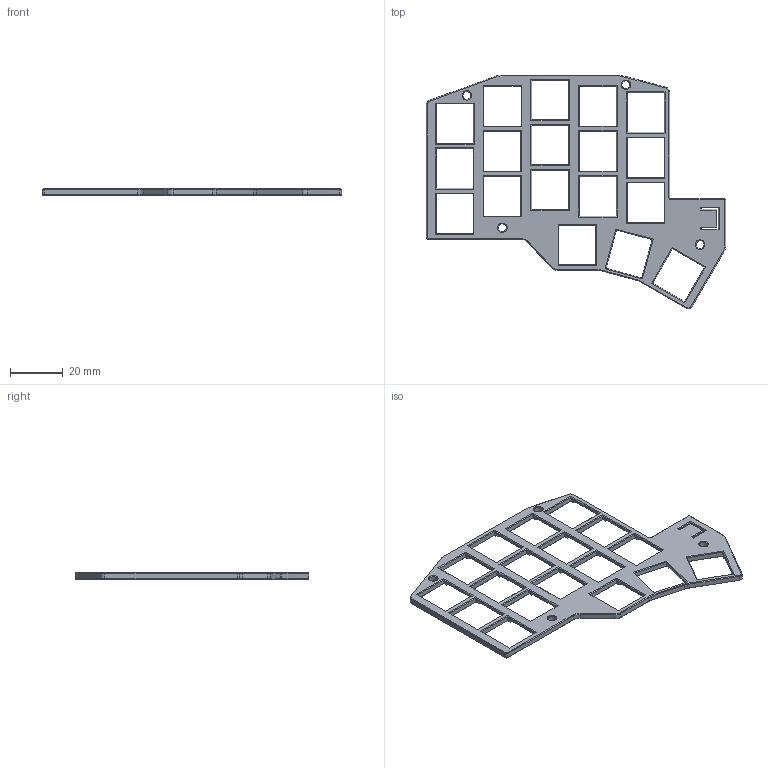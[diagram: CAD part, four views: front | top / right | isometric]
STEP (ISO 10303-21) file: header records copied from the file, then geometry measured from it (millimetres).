
FILE_DESCRIPTION(/* description */ ('STEP AP242','CAx-IF Rec.Pracs.---Representation and Presentation of Product Manufacturing Information (PMI)---4.0---2014-10-13','CAx-IF Rec.Pracs.---3D Tessellated Geometry---0.4---2014-09-14','2;1'),/* implementation_level */ '2;1');
FILE_NAME(/* name */ '66dc08bfc932b37aa27a8fc8',/* time_stamp */ '2024-09-07T08:03:12Z',/* author */ (''),/* organization */ (''),/* preprocessor_version */ 'ST-DEVELOPER v20',/* originating_system */ ' ',/* authorisation */ ' ');
FILE_SCHEMA (('AP242_MANAGED_MODEL_BASED_3D_ENGINEERING_MIM_LF { 1 0 10303 442 1 1 4 }'));
Length unit declared in the file: metre
Products named in the file (1): Plate
Bounding box: 112.97 x 88.26 x 2.3 mm (x, y, z)
Volume: 6387.6 mm3; surface area: 9245.1 mm2
Topology: 1 solids, 1 shells, 629 faces, 1515 edges, 888 vertices
Faces by surface type: plane 578, cone 34, cylinder 17
Full cylindrical faces by diameter (mm): 3 x4
Entity records: 17555 total; most frequent: CARTESIAN_POINT 3057, ORIENTED_EDGE 3006, DIRECTION 2819, EDGE_CURVE 1503, LINE 1423, VECTOR 1423, VERTEX_POINT 888, AXIS2_PLACEMENT_3D 698
